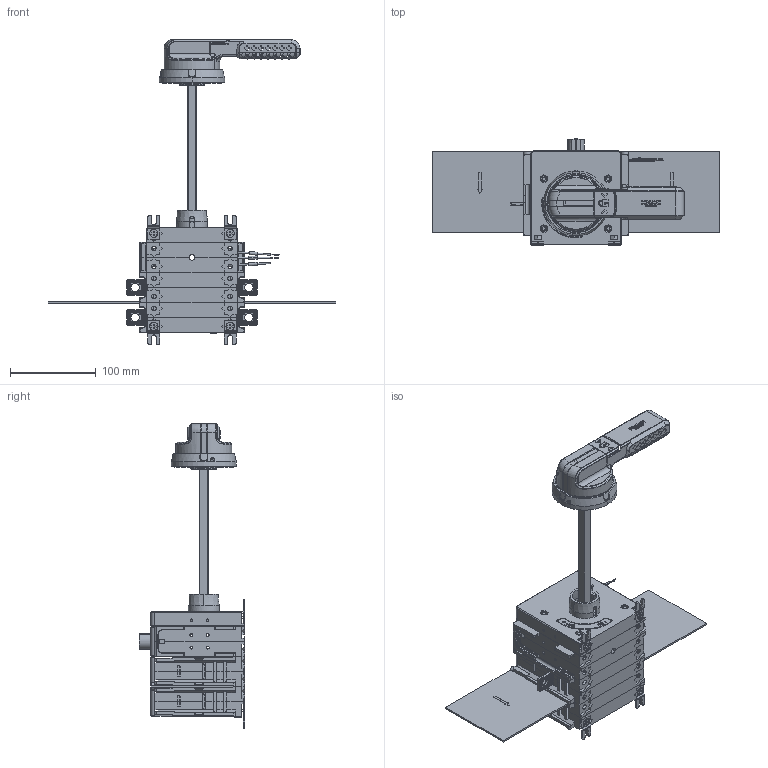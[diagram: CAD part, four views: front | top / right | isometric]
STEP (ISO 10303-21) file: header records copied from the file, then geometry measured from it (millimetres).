
FILE_DESCRIPTION((''),'2;1');
FILE_NAME('CDGNE250202CJ','2024-11-15T',('di.shen'),(''),'PRO/ENGINEER BY PARAMETRIC TECHNOLOGY CORPORATION, 2015440','PRO/ENGINEER BY PARAMETRIC TECHNOLOGY CORPORATION, 2015440','');
FILE_SCHEMA(('CONFIG_CONTROL_DESIGN'));
Products named in the file (1): CDGNE250202CJ
Bounding box: 335 x 123.6 x 355.5 mm (x, y, z)
Surface area: 221497.9 mm2 (no closed solid volume)
Topology: 0 solids, 526 shells, 1728 faces, 11190 edges, 9814 vertices
Faces by surface type: plane 1098, cylinder 261, cone 208, bspline 126, torus 31, sphere 4
Entity records: 137401 total; most frequent: CARTESIAN_POINT 58932, ORIENTED_EDGE 13544, DIRECTION 13509, EDGE_CURVE 11189, VERTEX_POINT 9813, VECTOR 7653, LINE 7653, AXIS2_PLACEMENT_3D 2928
